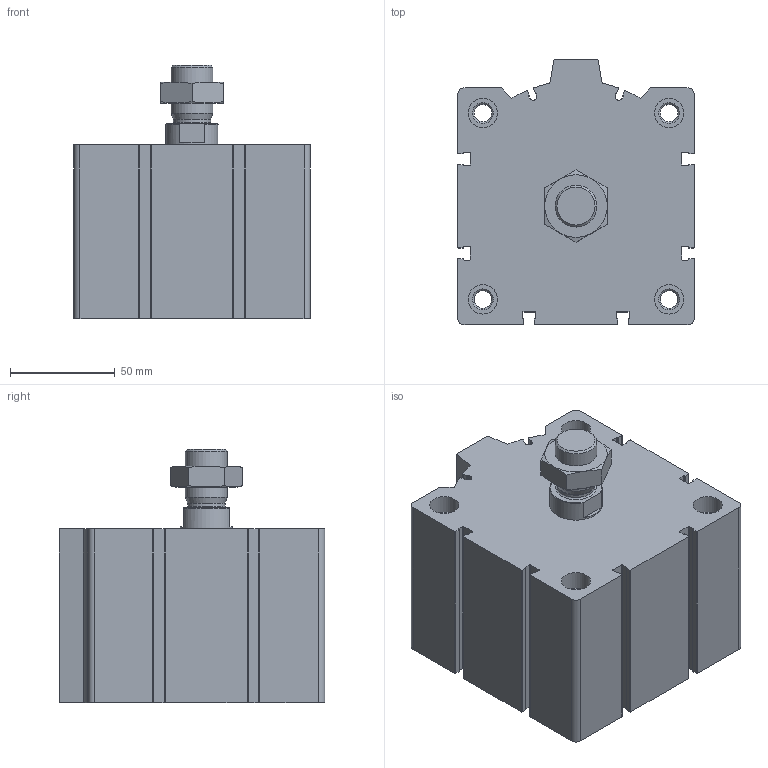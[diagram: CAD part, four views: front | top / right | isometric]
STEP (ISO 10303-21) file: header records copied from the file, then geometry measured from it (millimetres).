
FILE_DESCRIPTION(/* description */ ('STEP AP214'),/* implementation_level */ '2;1');
FILE_NAME(/* name */ '188343_ADVC-100-25-A-P-A',/* time_stamp */ '2024-08-01T20:12:03+02:00',/* author */ ('License CC BY-ND 4.0'),/* organization */ ('CADENAS'),/* preprocessor_version */ 'ST-DEVELOPER v19.3',/* originating_system */ 'PARTsolutions',/* authorisation */ ' ');
FILE_SCHEMA (('AUTOMOTIVE_DESIGN {1 0 10303 214 3 1 1}'));
Length unit declared in the file: millimetre
Products named in the file (4): 188343 ADVC-100-25-A-P-A---(asm_0); 188343 ADVC-100-25-A-P-A---(ZR); 188343 ADVC-100-25-A-P-A---(K); DIN-439-B - M20x1.5(F)
Assembly tree (3 placements, depth 2):
  188343 ADVC-100-25-A-P-A---(asm_0)
    188343 ADVC-100-25-A-P-A---(ZR)
    188343 ADVC-100-25-A-P-A---(K)
    DIN-439-B - M20x1.5(F)
Bounding box: 113 x 126.7 x 121 mm (x, y, z)
Volume: 865775.5 mm3; surface area: 146334.5 mm2
Topology: 3 solids, 3 shells, 223 faces, 582 edges, 387 vertices
Faces by surface type: plane 104, cylinder 99, cone 18, torus 2
Full cylindrical faces by diameter (mm): 8.376 x8, 8.5 x4, 11.445 x2, 14 x8, 17.9 x1, 18.376 x1, 20 x1, 25 x2, 100 x2
Entity records: 6674 total; most frequent: DIRECTION 1176, CARTESIAN_POINT 1175, ORIENTED_EDGE 1036, EDGE_CURVE 518, AXIS2_PLACEMENT_3D 447, VERTEX_POINT 370, EDGE_LOOP 302, FACE_BOUND 302
